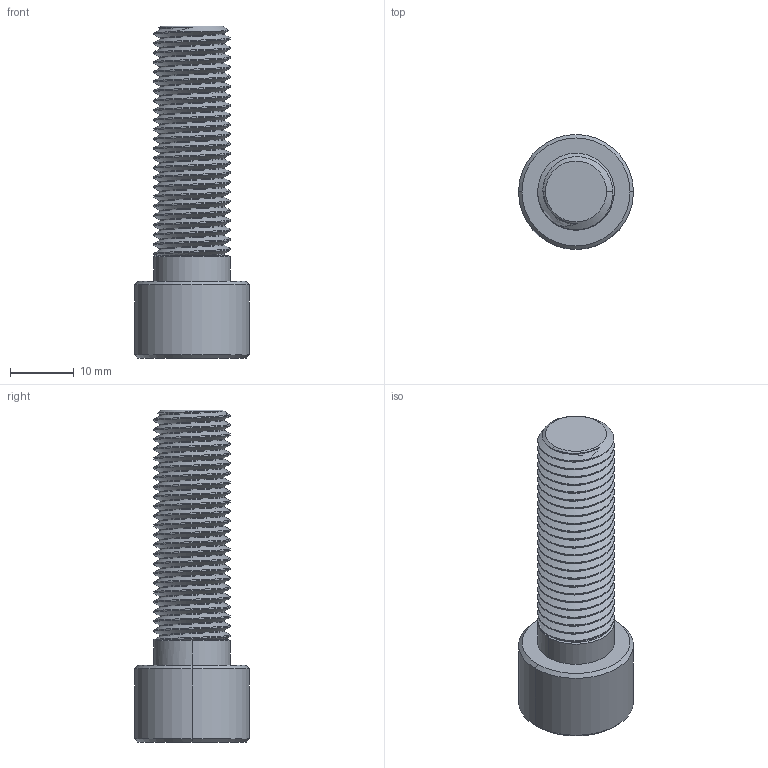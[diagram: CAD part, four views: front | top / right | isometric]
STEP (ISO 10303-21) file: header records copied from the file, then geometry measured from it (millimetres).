
FILE_DESCRIPTION (( 'STEP AP203' ), '1' );
FILE_NAME ('96144A301_Fine-Thread Alloy Steel Socket Head Screw.STEP', '2021-07-09T14:20:00', ( 'Administrator' ), ( 'Managed by Terraform' ), 'SwSTEP 2.0', 'SolidWorks 2017', '' );
FILE_SCHEMA (( 'CONFIG_CONTROL_DESIGN' ));
Length unit declared in the file: millimetre
Products named in the file (1): 96144A301_Fine-Thread Alloy Steel Socket Head Screw
Bounding box: 18 x 18 x 52 mm (x, y, z)
Volume: 6276.8 mm3; surface area: 3705.8 mm2
Topology: 1 solids, 1 shells, 129 faces, 357 edges, 232 vertices
Faces by surface type: cylinder 100, cone 16, plane 11, bspline 2
Entity records: 6607 total; most frequent: CARTESIAN_POINT 3837, ORIENTED_EDGE 714, DIRECTION 430, EDGE_CURVE 357, VERTEX_POINT 232, AXIS2_PLACEMENT_3D 155, EDGE_LOOP 131, ADVANCED_FACE 129
